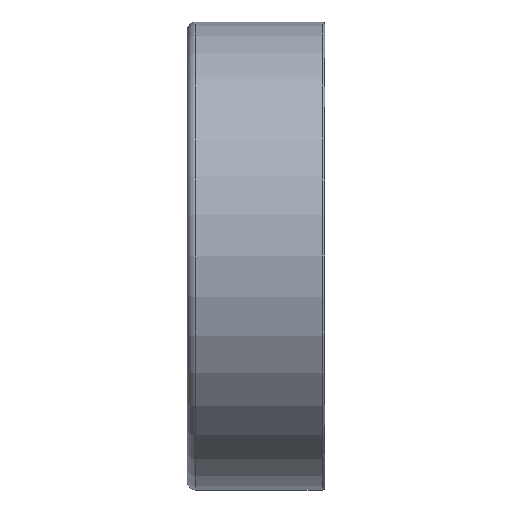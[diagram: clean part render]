
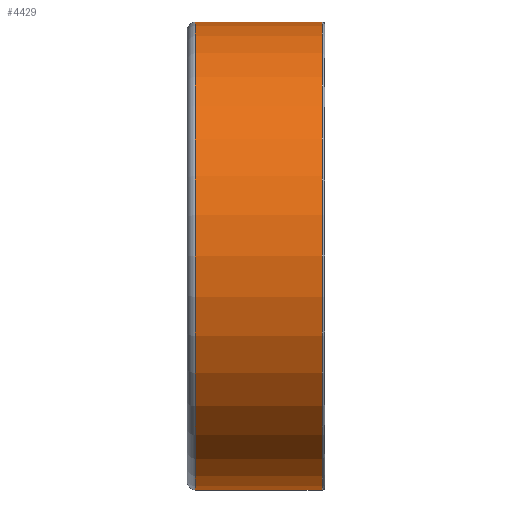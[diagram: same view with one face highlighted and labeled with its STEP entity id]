
A CAD part, front view. The second image highlights one B-rep face of the part: STEP entity #4429.
In plain terms, the highlighted cylindrical face has radius 8.5 mm (diameter 17 mm), a partial arc.
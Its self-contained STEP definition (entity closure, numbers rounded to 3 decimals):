
#12 = ORIENTED_EDGE ( 'NONE', *, *, #3898, .T. ) ;
#54 = DIRECTION ( 'NONE',  ( 0., 0., 1. ) ) ;
#57 = DIRECTION ( 'NONE',  ( -1., 0., 0. ) ) ;
#65 = CARTESIAN_POINT ( 'NONE',  ( -2.992, 0., 8.5 ) ) ;
#175 = CARTESIAN_POINT ( 'NONE',  ( -2.2, 0., -8.5 ) ) ;
#191 = ORIENTED_EDGE ( 'NONE', *, *, #2897, .T. ) ;
#204 = VECTOR ( 'NONE', #2033, 1000. ) ;
#292 = DIRECTION ( 'NONE',  ( -1., 0., 0. ) ) ;
#343 = CARTESIAN_POINT ( 'NONE',  ( -2.2, 0., 0. ) ) ;
#396 = CARTESIAN_POINT ( 'NONE',  ( 2.4, 0., 0. ) ) ;
#411 = AXIS2_PLACEMENT_3D ( 'NONE', #396, #57, #3904 ) ;
#460 = AXIS2_PLACEMENT_3D ( 'NONE', #343, #3447, #3767 ) ;
#632 = CIRCLE ( 'NONE', #411, 8.5 ) ;
#717 = CARTESIAN_POINT ( 'NONE',  ( -2.992, 0., 0. ) ) ;
#1062 = LINE ( 'NONE', #3825, #204 ) ;
#1387 = CARTESIAN_POINT ( 'NONE',  ( -2.2, 0., 8.5 ) ) ;
#1504 = LINE ( 'NONE', #65, #2871 ) ;
#1582 = EDGE_CURVE ( 'NONE', #2563, #2930, #1062, .T. ) ;
#1821 = AXIS2_PLACEMENT_3D ( 'NONE', #717, #292, #54 ) ;
#1923 = ORIENTED_EDGE ( 'NONE', *, *, #1582, .F. ) ;
#2033 = DIRECTION ( 'NONE',  ( -1., 0., 0. ) ) ;
#2160 = EDGE_CURVE ( 'NONE', #2563, #3059, #632, .T. ) ;
#2199 = CIRCLE ( 'NONE', #460, 8.5 ) ;
#2563 = VERTEX_POINT ( 'NONE', #3606 ) ;
#2871 = VECTOR ( 'NONE', #3163, 1000. ) ;
#2897 = EDGE_CURVE ( 'NONE', #3059, #4463, #1504, .T. ) ;
#2930 = VERTEX_POINT ( 'NONE', #175 ) ;
#3059 = VERTEX_POINT ( 'NONE', #3556 ) ;
#3163 = DIRECTION ( 'NONE',  ( -1., 0., 0. ) ) ;
#3344 = EDGE_LOOP ( 'NONE', ( #1923, #3811, #191, #12 ) ) ;
#3447 = DIRECTION ( 'NONE',  ( 1., 0., 0. ) ) ;
#3556 = CARTESIAN_POINT ( 'NONE',  ( 2.4, 0., 8.5 ) ) ;
#3606 = CARTESIAN_POINT ( 'NONE',  ( 2.4, 0., -8.5 ) ) ;
#3767 = DIRECTION ( 'NONE',  ( 0., 0., -1. ) ) ;
#3811 = ORIENTED_EDGE ( 'NONE', *, *, #2160, .T. ) ;
#3825 = CARTESIAN_POINT ( 'NONE',  ( -2.992, 0., -8.5 ) ) ;
#3898 = EDGE_CURVE ( 'NONE', #4463, #2930, #2199, .T. ) ;
#3904 = DIRECTION ( 'NONE',  ( 0., 0., 1. ) ) ;
#4154 = FACE_OUTER_BOUND ( 'NONE', #3344, .T. ) ;
#4204 = CYLINDRICAL_SURFACE ( 'NONE', #1821, 8.5 ) ;
#4429 = ADVANCED_FACE ( 'NONE', ( #4154 ), #4204, .T. ) ;
#4463 = VERTEX_POINT ( 'NONE', #1387 ) ;
